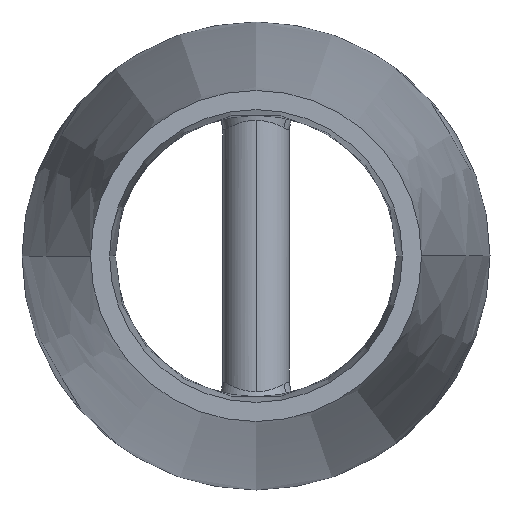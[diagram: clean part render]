
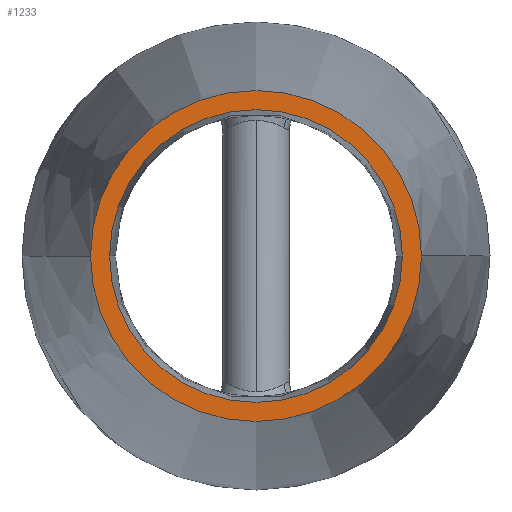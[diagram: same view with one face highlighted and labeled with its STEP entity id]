
A CAD part, left-side view. The second image highlights one B-rep face of the part: STEP entity #1233.
In plain terms, the highlighted planar face has unit normal (-1, 0, 0).
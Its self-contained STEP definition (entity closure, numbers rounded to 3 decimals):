
#41 = CARTESIAN_POINT ( 'NONE',  ( -210., 0., 0. ) ) ;
#47 = FACE_BOUND ( 'NONE', #847, .T. ) ;
#54 = FACE_OUTER_BOUND ( 'NONE', #1022, .T. ) ;
#117 = AXIS2_PLACEMENT_3D ( 'NONE', #1077, #1617, #280 ) ;
#145 = DIRECTION ( 'NONE',  ( 1., 0., 0. ) ) ;
#146 = VERTEX_POINT ( 'NONE', #1148 ) ;
#164 = DIRECTION ( 'NONE',  ( 1., 0., 0. ) ) ;
#191 = CARTESIAN_POINT ( 'NONE',  ( -210., 0., 0. ) ) ;
#202 = CARTESIAN_POINT ( 'NONE',  ( -210., 26.591, 0. ) ) ;
#232 = CIRCLE ( 'NONE', #1250, 26.591 ) ;
#280 = DIRECTION ( 'NONE',  ( 0., 1., 0. ) ) ;
#287 = CIRCLE ( 'NONE', #1536, 30.052 ) ;
#315 = AXIS2_PLACEMENT_3D ( 'NONE', #739, #887, #732 ) ;
#318 = EDGE_CURVE ( 'NONE', #1521, #146, #1453, .T. ) ;
#323 = ORIENTED_EDGE ( 'NONE', *, *, #724, .F. ) ;
#345 = ORIENTED_EDGE ( 'NONE', *, *, #1444, .F. ) ;
#468 = ORIENTED_EDGE ( 'NONE', *, *, #318, .F. ) ;
#589 = DIRECTION ( 'NONE',  ( -1., 0., 0. ) ) ;
#705 = EDGE_CURVE ( 'NONE', #146, #1521, #287, .T. ) ;
#724 = EDGE_CURVE ( 'NONE', #730, #1260, #232, .T. ) ;
#730 = VERTEX_POINT ( 'NONE', #202 ) ;
#732 = DIRECTION ( 'NONE',  ( 0., -1., 0. ) ) ;
#739 = CARTESIAN_POINT ( 'NONE',  ( -210., 0., 0. ) ) ;
#847 = EDGE_LOOP ( 'NONE', ( #345, #323 ) ) ;
#887 = DIRECTION ( 'NONE',  ( -1., 0., 0. ) ) ;
#954 = PLANE ( 'NONE',  #1147 ) ;
#1022 = EDGE_LOOP ( 'NONE', ( #1690, #468 ) ) ;
#1077 = CARTESIAN_POINT ( 'NONE',  ( -210., 0., 0. ) ) ;
#1147 = AXIS2_PLACEMENT_3D ( 'NONE', #41, #164, #1225 ) ;
#1148 = CARTESIAN_POINT ( 'NONE',  ( -210., 30.052, 0. ) ) ;
#1173 = CARTESIAN_POINT ( 'NONE',  ( -210., -30.052, 0. ) ) ;
#1225 = DIRECTION ( 'NONE',  ( 0., 1., 0. ) ) ;
#1233 = ADVANCED_FACE ( 'NONE', ( #47, #54 ), #954, .F. ) ;
#1250 = AXIS2_PLACEMENT_3D ( 'NONE', #191, #589, #1525 ) ;
#1251 = CIRCLE ( 'NONE', #315, 26.591 ) ;
#1260 = VERTEX_POINT ( 'NONE', #1644 ) ;
#1333 = CARTESIAN_POINT ( 'NONE',  ( -210., 0., 0. ) ) ;
#1380 = DIRECTION ( 'NONE',  ( 0., 1., 0. ) ) ;
#1444 = EDGE_CURVE ( 'NONE', #1260, #730, #1251, .T. ) ;
#1453 = CIRCLE ( 'NONE', #117, 30.052 ) ;
#1521 = VERTEX_POINT ( 'NONE', #1173 ) ;
#1525 = DIRECTION ( 'NONE',  ( 0., -1., 0. ) ) ;
#1536 = AXIS2_PLACEMENT_3D ( 'NONE', #1333, #145, #1380 ) ;
#1617 = DIRECTION ( 'NONE',  ( 1., 0., 0. ) ) ;
#1644 = CARTESIAN_POINT ( 'NONE',  ( -210., -26.591, 0. ) ) ;
#1690 = ORIENTED_EDGE ( 'NONE', *, *, #705, .F. ) ;
